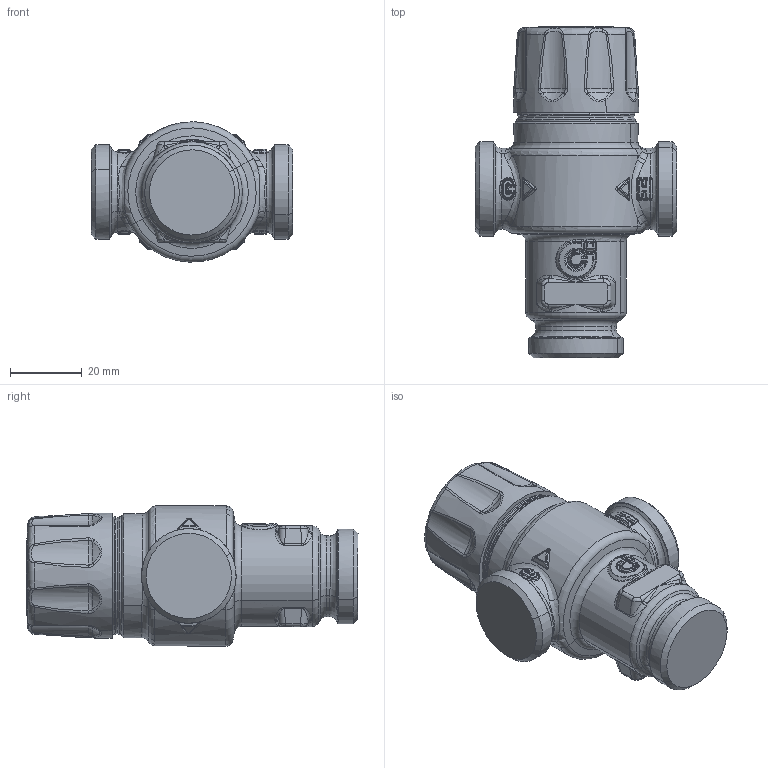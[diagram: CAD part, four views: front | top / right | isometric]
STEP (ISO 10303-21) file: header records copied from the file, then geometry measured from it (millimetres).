
FILE_DESCRIPTION(('CATIA V5 STEP Exchange','CAx-IF Rec.Pracs.--- Model Styling and Organization---1.4--- 2014-01-23','CAx-IF Rec.Pracs.---3D Tessellated Data Validation Properties---0.5---2014-09-14'),'2;1');
FILE_NAME('STEP_521702_CST_-_TST.stp','2021-06-28T06:11:17+00:00',('none'),('none'),'CATIA Version 5-6 Release 2019 SP3','CATIA V5 STEP AP242 v1','none');
FILE_SCHEMA(('AP242_MANAGED_MODEL_BASED_3D_ENGINEERING_MIM_LF {1 0 10303 442 1 1 4}'));
Products named in the file (1): 521702 CST - TST
Bounding box: 56 x 92.3 x 39.01 mm (x, y, z)
Volume: 87183.9 mm3; surface area: 13556.5 mm2
Topology: 1 solids, 1 shells, 936 faces, 2155 edges, 1147 vertices
Faces by surface type: bspline 457, cylinder 218, plane 121, sphere 60, torus 41, cone 35, revolution 4
Entity records: 52370 total; most frequent: CARTESIAN_POINT 35565, ORIENTED_EDGE 4130, EDGE_CURVE 2065, DIRECTION 1564, B_SPLINE_CURVE_WITH_KNOTS 1301, VERTEX_POINT 1147, EDGE_LOOP 952, ADVANCED_FACE 936
